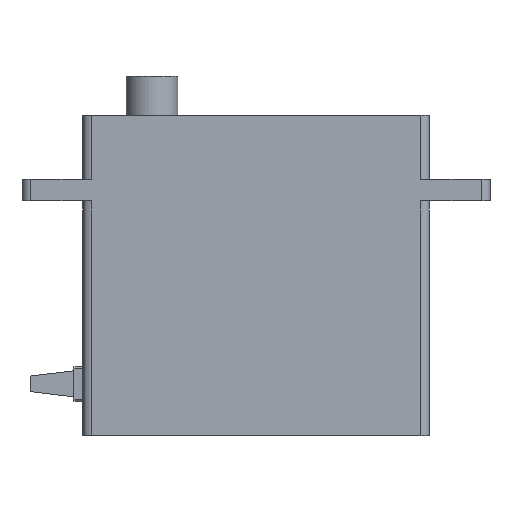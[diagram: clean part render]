
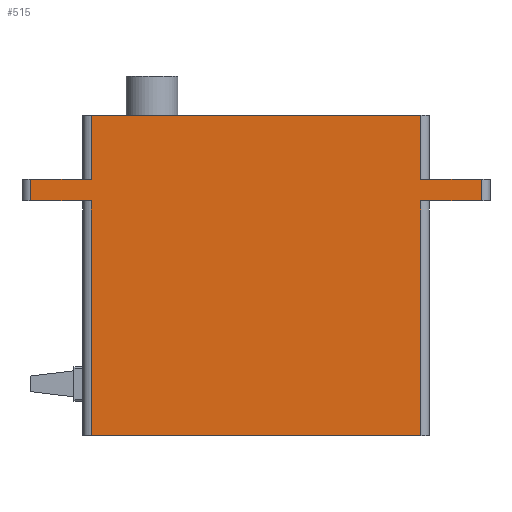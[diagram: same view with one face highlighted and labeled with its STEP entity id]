
A CAD part, front view. The second image highlights one B-rep face of the part: STEP entity #515.
In plain terms, the highlighted free-form (B-spline) face has degree [1, 1] with [2, 2] control points.
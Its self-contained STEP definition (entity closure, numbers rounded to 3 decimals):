
#21 = EDGE_CURVE('',#22,#24,#26,.T.);
#22 = VERTEX_POINT('',#23);
#23 = CARTESIAN_POINT('',(11.717,0.,14.5));
#24 = VERTEX_POINT('',#25);
#25 = CARTESIAN_POINT('',(67.375,0.,14.5));
#26 = B_SPLINE_CURVE_WITH_KNOTS('',1,(#27,#28),.UNSPECIFIED.,.F.,.F.,(2,
    2),(8.,46.),.PIECEWISE_BEZIER_KNOTS.);
#27 = CARTESIAN_POINT('',(11.717,0.,14.5));
#28 = CARTESIAN_POINT('',(67.375,0.,14.5));
#254 = VERTEX_POINT('',#255);
#255 = CARTESIAN_POINT('',(77.628,0.,0.));
#261 = EDGE_CURVE('',#262,#254,#264,.T.);
#262 = VERTEX_POINT('',#263);
#263 = CARTESIAN_POINT('',(67.375,0.,0.));
#264 = B_SPLINE_CURVE_WITH_KNOTS('',1,(#265,#266),.UNSPECIFIED.,.F.,.F.,
  (2,2),(46.,53.),.PIECEWISE_BEZIER_KNOTS.);
#265 = CARTESIAN_POINT('',(67.375,0.,0.));
#266 = CARTESIAN_POINT('',(77.628,0.,0.));
#337 = VERTEX_POINT('',#338);
#338 = CARTESIAN_POINT('',(67.375,0.,3.662));
#344 = EDGE_CURVE('',#337,#345,#347,.T.);
#345 = VERTEX_POINT('',#346);
#346 = CARTESIAN_POINT('',(77.628,0.,3.662));
#347 = B_SPLINE_CURVE_WITH_KNOTS('',1,(#348,#349),.UNSPECIFIED.,.F.,.F.,
  (2,2),(46.,53.),.PIECEWISE_BEZIER_KNOTS.);
#348 = CARTESIAN_POINT('',(67.375,0.,3.662));
#349 = CARTESIAN_POINT('',(77.628,0.,3.662));
#515 = ADVANCED_FACE('',(#516),#578,.F.);
#516 = FACE_BOUND('',#517,.T.);
#517 = EDGE_LOOP('',(#518,#519,#524,#525,#530,#531,#538,#545,#552,#559,
    #566,#573));
#518 = ORIENTED_EDGE('',*,*,#261,.T.);
#519 = ORIENTED_EDGE('',*,*,#520,.F.);
#520 = EDGE_CURVE('',#345,#254,#521,.T.);
#521 = B_SPLINE_CURVE_WITH_KNOTS('',1,(#522,#523),.UNSPECIFIED.,.F.,.F.,
  (2,2),(0.,2.5),.PIECEWISE_BEZIER_KNOTS.);
#522 = CARTESIAN_POINT('',(77.628,0.,3.662));
#523 = CARTESIAN_POINT('',(77.628,0.,0.));
#524 = ORIENTED_EDGE('',*,*,#344,.F.);
#525 = ORIENTED_EDGE('',*,*,#526,.F.);
#526 = EDGE_CURVE('',#24,#337,#527,.T.);
#527 = B_SPLINE_CURVE_WITH_KNOTS('',1,(#528,#529),.UNSPECIFIED.,.F.,.F.,
  (2,2),(-7.4,0.),.PIECEWISE_BEZIER_KNOTS.);
#528 = CARTESIAN_POINT('',(67.375,0.,14.5));
#529 = CARTESIAN_POINT('',(67.375,0.,3.662));
#530 = ORIENTED_EDGE('',*,*,#21,.F.);
#531 = ORIENTED_EDGE('',*,*,#532,.T.);
#532 = EDGE_CURVE('',#22,#533,#535,.T.);
#533 = VERTEX_POINT('',#534);
#534 = CARTESIAN_POINT('',(11.717,0.,3.662));
#535 = B_SPLINE_CURVE_WITH_KNOTS('',1,(#536,#537),.UNSPECIFIED.,.F.,.F.,
  (2,2),(-7.4,0.),.PIECEWISE_BEZIER_KNOTS.);
#536 = CARTESIAN_POINT('',(11.717,0.,14.5));
#537 = CARTESIAN_POINT('',(11.717,0.,3.662));
#538 = ORIENTED_EDGE('',*,*,#539,.F.);
#539 = EDGE_CURVE('',#540,#533,#542,.T.);
#540 = VERTEX_POINT('',#541);
#541 = CARTESIAN_POINT('',(1.465,0.,3.662));
#542 = B_SPLINE_CURVE_WITH_KNOTS('',1,(#543,#544),.UNSPECIFIED.,.F.,.F.,
  (2,2),(1.,8.),.PIECEWISE_BEZIER_KNOTS.);
#543 = CARTESIAN_POINT('',(1.465,0.,3.662));
#544 = CARTESIAN_POINT('',(11.717,0.,3.662));
#545 = ORIENTED_EDGE('',*,*,#546,.T.);
#546 = EDGE_CURVE('',#540,#547,#549,.T.);
#547 = VERTEX_POINT('',#548);
#548 = CARTESIAN_POINT('',(1.465,0.,0.));
#549 = B_SPLINE_CURVE_WITH_KNOTS('',1,(#550,#551),.UNSPECIFIED.,.F.,.F.,
  (2,2),(0.,2.5),.PIECEWISE_BEZIER_KNOTS.);
#550 = CARTESIAN_POINT('',(1.465,0.,3.662));
#551 = CARTESIAN_POINT('',(1.465,0.,0.));
#552 = ORIENTED_EDGE('',*,*,#553,.T.);
#553 = EDGE_CURVE('',#547,#554,#556,.T.);
#554 = VERTEX_POINT('',#555);
#555 = CARTESIAN_POINT('',(11.717,0.,0.));
#556 = B_SPLINE_CURVE_WITH_KNOTS('',1,(#557,#558),.UNSPECIFIED.,.F.,.F.,
  (2,2),(1.,8.),.PIECEWISE_BEZIER_KNOTS.);
#557 = CARTESIAN_POINT('',(1.465,0.,0.));
#558 = CARTESIAN_POINT('',(11.717,0.,0.));
#559 = ORIENTED_EDGE('',*,*,#560,.T.);
#560 = EDGE_CURVE('',#554,#561,#563,.T.);
#561 = VERTEX_POINT('',#562);
#562 = CARTESIAN_POINT('',(11.717,0.,-39.693));
#563 = B_SPLINE_CURVE_WITH_KNOTS('',1,(#564,#565),.UNSPECIFIED.,.F.,.F.,
  (2,2),(2.5,29.6),.PIECEWISE_BEZIER_KNOTS.);
#564 = CARTESIAN_POINT('',(11.717,0.,0.));
#565 = CARTESIAN_POINT('',(11.717,0.,-39.693));
#566 = ORIENTED_EDGE('',*,*,#567,.T.);
#567 = EDGE_CURVE('',#561,#568,#570,.T.);
#568 = VERTEX_POINT('',#569);
#569 = CARTESIAN_POINT('',(67.375,0.,-39.693));
#570 = B_SPLINE_CURVE_WITH_KNOTS('',1,(#571,#572),.UNSPECIFIED.,.F.,.F.,
  (2,2),(8.,46.),.PIECEWISE_BEZIER_KNOTS.);
#571 = CARTESIAN_POINT('',(11.717,0.,-39.693));
#572 = CARTESIAN_POINT('',(67.375,0.,-39.693));
#573 = ORIENTED_EDGE('',*,*,#574,.F.);
#574 = EDGE_CURVE('',#262,#568,#575,.T.);
#575 = B_SPLINE_CURVE_WITH_KNOTS('',1,(#576,#577),.UNSPECIFIED.,.F.,.F.,
  (2,2),(2.5,29.6),.PIECEWISE_BEZIER_KNOTS.);
#576 = CARTESIAN_POINT('',(67.375,0.,0.));
#577 = CARTESIAN_POINT('',(67.375,0.,-39.693));
#578 = B_SPLINE_SURFACE_WITH_KNOTS('',1,1,(
    (#579,#580)
    ,(#581,#582
    )),.UNSPECIFIED.,.F.,.F.,.F.,(2,2),(2,2),(-29.6,7.4),(1.,53.),
  .PIECEWISE_BEZIER_KNOTS.);
#579 = CARTESIAN_POINT('',(1.465,0.,-39.693));
#580 = CARTESIAN_POINT('',(77.628,0.,-39.693));
#581 = CARTESIAN_POINT('',(1.465,0.,14.5));
#582 = CARTESIAN_POINT('',(77.628,0.,14.5));
